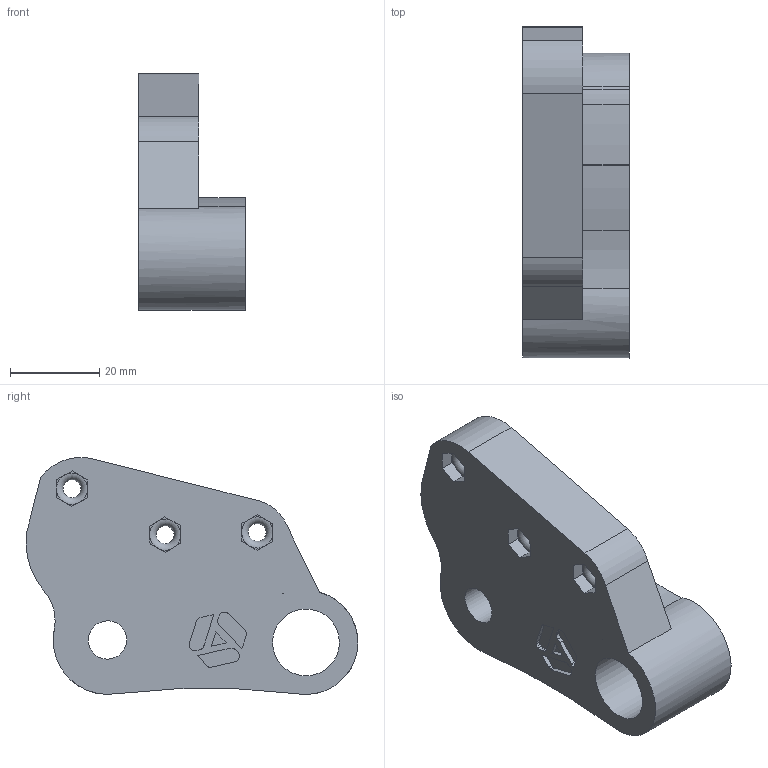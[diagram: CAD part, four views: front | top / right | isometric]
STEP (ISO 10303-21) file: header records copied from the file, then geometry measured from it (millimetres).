
FILE_DESCRIPTION(/* description */ (''),/* implementation_level */ '2;1');
FILE_NAME(/* name */ 'Filamentferrarie mit Kugellagern.step',/* time_stamp */ '2022-09-22T17:38:03+02:00',/* author */ (''),/* organization */ (''),/* preprocessor_version */ 'ST-DEVELOPER v19',/* originating_system */ 'Autodesk Translation Framework v11.7.0.108',/* authorisation */ '');
FILE_SCHEMA (('AUTOMOTIVE_DESIGN { 1 0 10303 214 3 1 1 }'));
Length unit declared in the file: millimetre
Products named in the file (2): Ferrarie Kugellager; Filamentferrarie mit Kugellagern (1)
Assembly tree (1 placements, depth 2):
  Ferrarie Kugellager
    Filamentferrarie mit Kugellagern (1)
Bounding box: 24 x 74.52 x 53.15 mm (x, y, z)
Volume: 47850.6 mm3; surface area: 13315.4 mm2
Topology: 1 solids, 1 shells, 237 faces, 668 edges, 446 vertices
Faces by surface type: bspline 124, plane 73, cylinder 37, torus 3
Full cylindrical faces by diameter (mm): 2.9 x4, 3.992 x1, 4 x2, 8.6 x1, 10.6 x1, 14.999 x1
Entity records: 8274 total; most frequent: CARTESIAN_POINT 2996, ORIENTED_EDGE 1336, DIRECTION 785, EDGE_CURVE 668, VERTEX_POINT 446, LINE 299, VECTOR 299, EDGE_LOOP 262
